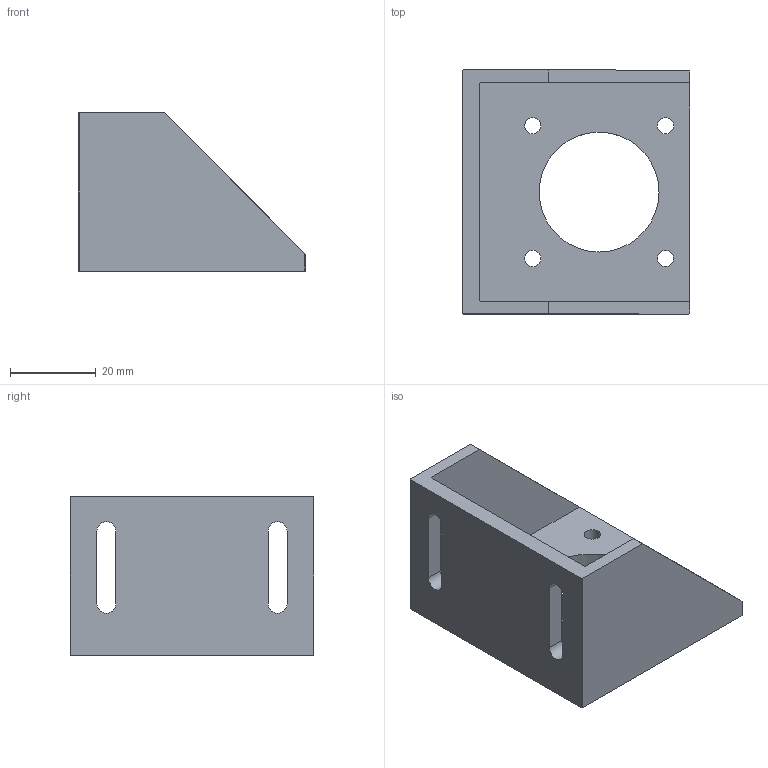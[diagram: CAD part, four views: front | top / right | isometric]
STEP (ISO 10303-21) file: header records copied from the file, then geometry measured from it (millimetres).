
FILE_DESCRIPTION(('FreeCAD Model'),'2;1');
FILE_NAME('nema17_holder_rail25_8.step','2019-03-28T11:24:25',( 'Author'),(''),'Open CASCADE STEP processor 7.2','FreeCAD','Unknown' );
FILE_SCHEMA(('AUTOMOTIVE_DESIGN_CC2 { 1 2 10303 214 -1 1 5 4 }'));
Length unit declared in the file: millimetre
Products named in the file (1): nema17_holder_rail25_8
Bounding box: 53.1 x 57 x 37 mm (x, y, z)
Volume: 22720.8 mm3; surface area: 14373.1 mm2
Topology: 1 solids, 1 shells, 31 faces, 85 edges, 56 vertices
Faces by surface type: plane 22, cylinder 9
Full cylindrical faces by diameter (mm): 3.8 x4, 28 x1
Entity records: 2126 total; most frequent: CARTESIAN_POINT 424, DIRECTION 296, LINE 186, VECTOR 186, ORIENTED_EDGE 170, PCURVE 170, DEFINITIONAL_REPRESENTATION 170, EDGE_CURVE 85
